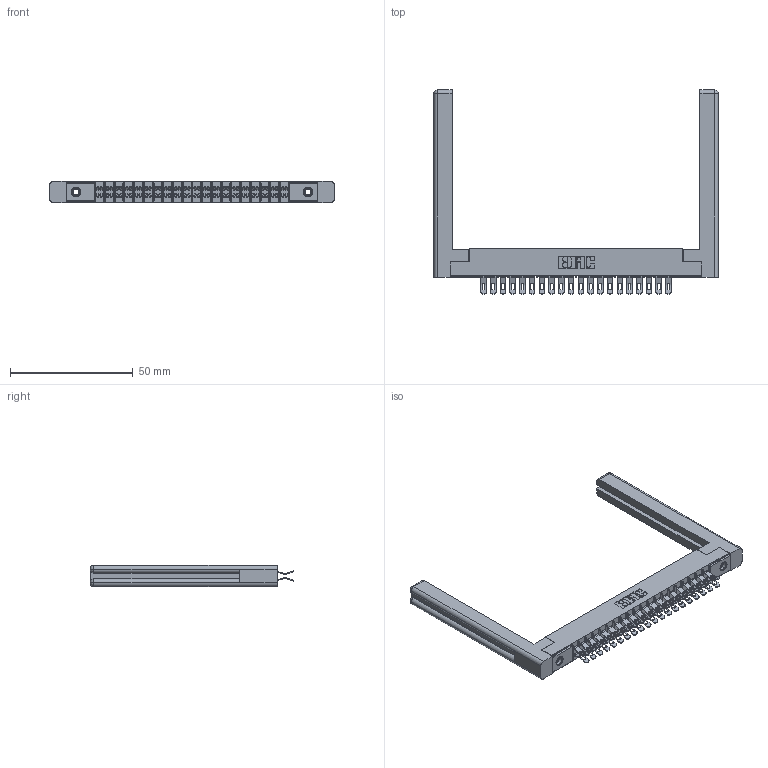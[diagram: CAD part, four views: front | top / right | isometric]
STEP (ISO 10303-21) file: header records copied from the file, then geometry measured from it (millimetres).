
FILE_DESCRIPTION (( 'STEP AP203' ), '1' );
FILE_NAME ('305-040-555-258.STEP', '2019-09-09T19:05:51', ( '' ), ( '' ), 'SwSTEP 2.0', 'SolidWorks 2016', '' );
FILE_SCHEMA (( 'CONFIG_CONTROL_DESIGN' ));
Length unit declared in the file: inch
Products named in the file (5): 305-290-001_555; 345-250-001_345-250-001-102; 305-040-555-258; 305 Part_.156 Dia; 307-220-058
Assembly tree (45 placements, depth 2):
  305-040-555-258
    305 Part_.156 Dia
    305-290-001_555  x40
    345-250-001_345-250-001-102  x2
    307-220-058  x2
Bounding box: 115.87 x 83.06 x 8.71 mm (x, y, z)
Volume: 15107.8 mm3; surface area: 19566.3 mm2
Topology: 45 solids, 45 shells, 2898 faces, 8570 edges, 5592 vertices
Faces by surface type: plane 1432, cylinder 1362, sphere 80, cone 12, torus 12
Entity records: 27590 total; most frequent: CARTESIAN_POINT 4599, ORIENTED_EDGE 4494, DIRECTION 4423, EDGE_CURVE 2247, VECTOR 1763, LINE 1763, VERTEX_POINT 1436, AXIS2_PLACEMENT_3D 1330
